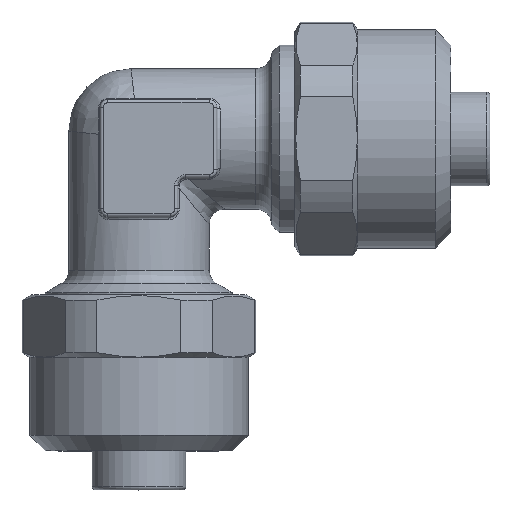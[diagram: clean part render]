
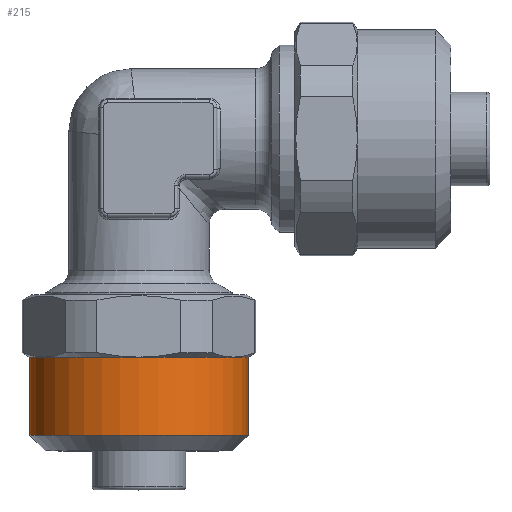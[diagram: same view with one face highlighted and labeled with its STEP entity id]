
A CAD part, top view. The second image highlights one B-rep face of the part: STEP entity #215.
In plain terms, the highlighted cylindrical face has radius 7 mm (diameter 14 mm), a full revolution.
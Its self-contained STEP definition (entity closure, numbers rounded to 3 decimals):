
#215 = ADVANCED_FACE( 'NONE', ( #567, #568 ), #569, .T. );
#567 = FACE_OUTER_BOUND( '', #1172, .T. );
#568 = FACE_OUTER_BOUND( '', #1173, .T. );
#569 = CYLINDRICAL_SURFACE( '', #1174, 7. );
#1172 = EDGE_LOOP( '', ( #2321, #2322, #2323, #2324, #2325, #2326 ) );
#1173 = EDGE_LOOP( '', ( #2327 ) );
#1174 = AXIS2_PLACEMENT_3D( '', #2328, #2329, #2330 );
#2321 = ORIENTED_EDGE( '', *, *, #3516, .F. );
#2322 = ORIENTED_EDGE( '', *, *, #3517, .F. );
#2323 = ORIENTED_EDGE( '', *, *, #3518, .F. );
#2324 = ORIENTED_EDGE( '', *, *, #3519, .F. );
#2325 = ORIENTED_EDGE( '', *, *, #3520, .F. );
#2326 = ORIENTED_EDGE( '', *, *, #3521, .F. );
#2327 = ORIENTED_EDGE( '', *, *, #3522, .T. );
#2328 = CARTESIAN_POINT( '', ( 0., -6.787, 0. ) );
#2329 = DIRECTION( '', ( 0., -1., 0. ) );
#2330 = DIRECTION( '', ( 0., 0., -1. ) );
#3516 = EDGE_CURVE( 'NONE', #4077, #4078, #4079, .T. );
#3517 = EDGE_CURVE( 'NONE', #4080, #4077, #4081, .T. );
#3518 = EDGE_CURVE( 'NONE', #4082, #4080, #4083, .T. );
#3519 = EDGE_CURVE( 'NONE', #4084, #4082, #4085, .T. );
#3520 = EDGE_CURVE( 'NONE', #4086, #4084, #4087, .T. );
#3521 = EDGE_CURVE( 'NONE', #4078, #4086, #4088, .T. );
#3522 = EDGE_CURVE( 'NONE', #4089, #4089, #4090, .T. );
#4077 = VERTEX_POINT( 'NONE', #4924 );
#4078 = VERTEX_POINT( 'NONE', #4925 );
#4079 = CIRCLE( '', #4926, 7. );
#4080 = VERTEX_POINT( 'NONE', #4927 );
#4081 = CIRCLE( '', #4928, 7. );
#4082 = VERTEX_POINT( 'NONE', #4929 );
#4083 = CIRCLE( '', #4930, 7. );
#4084 = VERTEX_POINT( 'NONE', #4931 );
#4085 = CIRCLE( '', #4932, 7. );
#4086 = VERTEX_POINT( 'NONE', #4933 );
#4087 = CIRCLE( '', #4934, 7. );
#4088 = CIRCLE( '', #4935, 7. );
#4089 = VERTEX_POINT( '', #4936 );
#4090 = CIRCLE( '', #4937, 7. );
#4924 = CARTESIAN_POINT( '', ( 0., -14., 7. ) );
#4925 = CARTESIAN_POINT( '', ( 6.062, -14., 3.5 ) );
#4926 = AXIS2_PLACEMENT_3D( '', #6221, #6222, #6223 );
#4927 = CARTESIAN_POINT( '', ( -6.062, -14., 3.5 ) );
#4928 = AXIS2_PLACEMENT_3D( '', #6224, #6225, #6226 );
#4929 = CARTESIAN_POINT( '', ( -6.062, -14., -3.5 ) );
#4930 = AXIS2_PLACEMENT_3D( '', #6227, #6228, #6229 );
#4931 = CARTESIAN_POINT( '', ( 0., -14., -7. ) );
#4932 = AXIS2_PLACEMENT_3D( '', #6230, #6231, #6232 );
#4933 = CARTESIAN_POINT( '', ( 6.062, -14., -3.5 ) );
#4934 = AXIS2_PLACEMENT_3D( '', #6233, #6234, #6235 );
#4935 = AXIS2_PLACEMENT_3D( '', #6236, #6237, #6238 );
#4936 = CARTESIAN_POINT( '', ( 0., -19., -7. ) );
#4937 = AXIS2_PLACEMENT_3D( '', #6239, #6240, #6241 );
#6221 = CARTESIAN_POINT( '', ( 0., -14., 0. ) );
#6222 = DIRECTION( '', ( 0., 1., 0. ) );
#6223 = DIRECTION( '', ( 0., 0., -1. ) );
#6224 = CARTESIAN_POINT( '', ( 0., -14., 0. ) );
#6225 = DIRECTION( '', ( 0., 1., 0. ) );
#6226 = DIRECTION( '', ( 0., 0., -1. ) );
#6227 = CARTESIAN_POINT( '', ( 0., -14., 0. ) );
#6228 = DIRECTION( '', ( 0., 1., 0. ) );
#6229 = DIRECTION( '', ( 0., 0., -1. ) );
#6230 = CARTESIAN_POINT( '', ( 0., -14., 0. ) );
#6231 = DIRECTION( '', ( 0., 1., 0. ) );
#6232 = DIRECTION( '', ( 0., 0., -1. ) );
#6233 = CARTESIAN_POINT( '', ( 0., -14., 0. ) );
#6234 = DIRECTION( '', ( 0., 1., 0. ) );
#6235 = DIRECTION( '', ( 0., 0., -1. ) );
#6236 = CARTESIAN_POINT( '', ( 0., -14., 0. ) );
#6237 = DIRECTION( '', ( 0., 1., 0. ) );
#6238 = DIRECTION( '', ( 0., 0., -1. ) );
#6239 = CARTESIAN_POINT( '', ( 0., -19., 0. ) );
#6240 = DIRECTION( '', ( 0., 1., 0. ) );
#6241 = DIRECTION( '', ( 0., 0., -1. ) );
